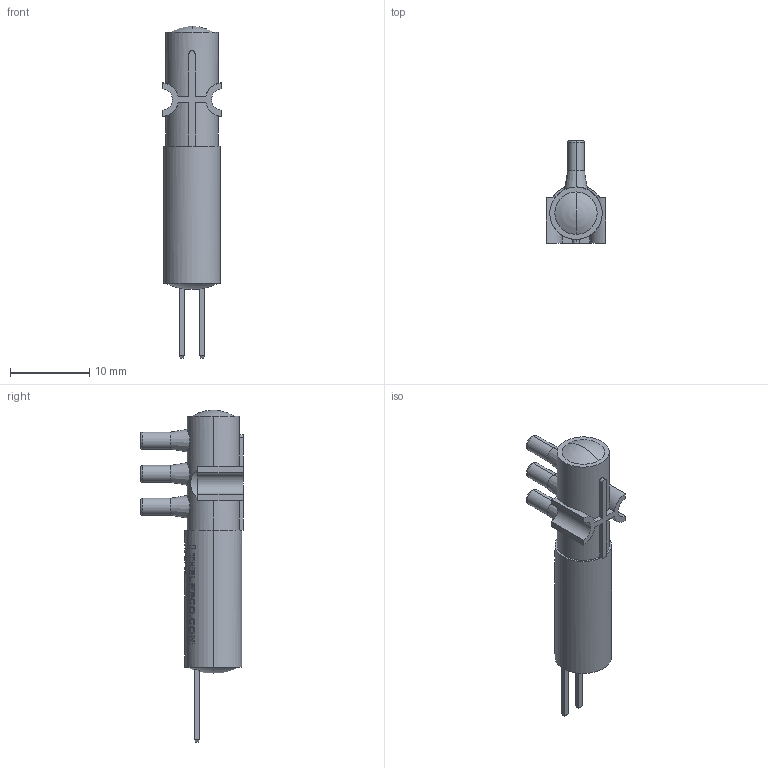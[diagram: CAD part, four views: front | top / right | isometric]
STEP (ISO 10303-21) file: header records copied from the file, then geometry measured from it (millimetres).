
FILE_DESCRIPTION (( 'STEP AP214' ), '1' );
FILE_NAME ('LHDA3D00006AA.STEP', '2011-04-05T14:55:43', ( ' ' ), ( ' ' ), 'SwSTEP 2.0', 'SolidWorks 2010', '' );
FILE_SCHEMA (( 'AUTOMOTIVE_DESIGN' ));
Length unit declared in the file: inch
Products named in the file (1): LHDA3D00006AA
Bounding box: 7.47 x 12.93 x 41.83 mm (x, y, z)
Volume: 1269.8 mm3; surface area: 1116.6 mm2
Topology: 1 solids, 1 shells, 545 faces, 1438 edges, 948 vertices
Faces by surface type: plane 271, bspline 183, cylinder 75, torus 10, cone 6
Entity records: 31108 total; most frequent: CARTESIAN_POINT 14069, ORIENTED_EDGE 2868, DIRECTION 1825, EDGE_CURVE 1434, VERTEX_POINT 948, AXIS2_PLACEMENT_3D 638, B_SPLINE_CURVE_WITH_KNOTS 610, EDGE_LOOP 602
